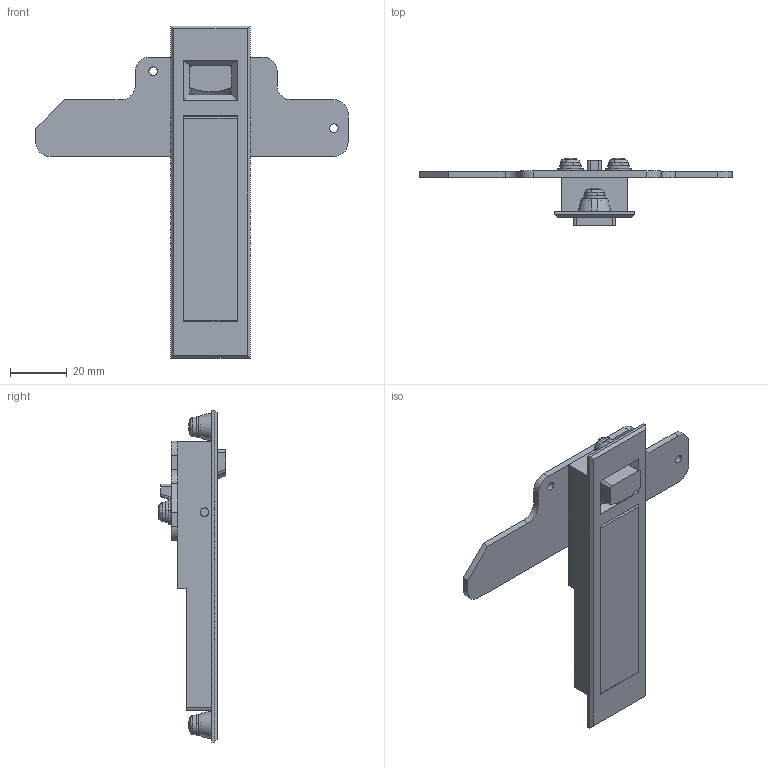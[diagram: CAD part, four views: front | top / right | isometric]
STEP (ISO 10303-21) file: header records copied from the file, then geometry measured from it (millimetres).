
FILE_DESCRIPTION((''),'2;1');
FILE_NAME('','2005-10-12T14:55:42',(''),(''),'','CADfix','');
FILE_SCHEMA(('AUTOMOTIVE_DESIGN'));
Length unit declared in the file: millimetre
Products named in the file (9): screw_A; screw_B; bracket; housing; handle; cover; cam; bouton; THA_296_2_495_36
Assembly tree (11 placements, depth 2):
  THA_296_2_495_36
    screw_A  x2
    screw_B  x2
    bracket  x2
    housing
    handle
    cover
    cam
    bouton
Bounding box: 110 x 23.85 x 117 mm (x, y, z)
Volume: 31557.5 mm3; surface area: 26132.2 mm2
Topology: 11 solids, 11 shells, 371 faces, 1089 edges, 756 vertices
Faces by surface type: bspline 371
Entity records: 10167 total; most frequent: CARTESIAN_POINT 5025, ORIENTED_EDGE 1722, EDGE_CURVE 861, VERTEX_POINT 596, QUASI_UNIFORM_CURVE 543, EDGE_LOOP 323, FACE_OUTER_BOUND 293, ADVANCED_FACE 293
